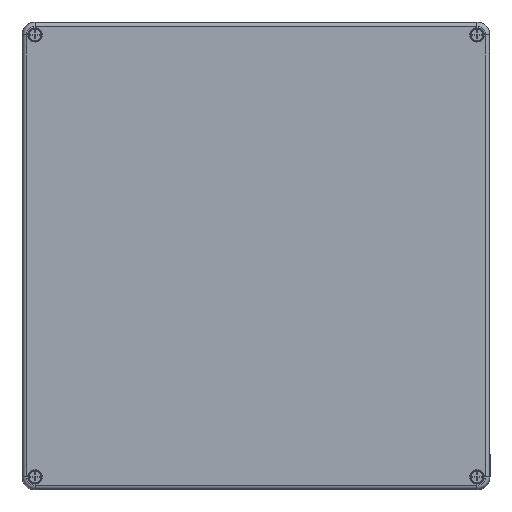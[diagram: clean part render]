
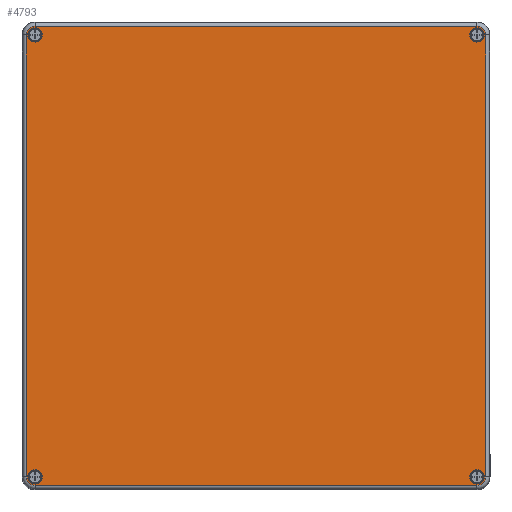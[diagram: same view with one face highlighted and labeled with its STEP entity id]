
A CAD part, top view. The second image highlights one B-rep face of the part: STEP entity #4793.
In plain terms, the highlighted face is planar.
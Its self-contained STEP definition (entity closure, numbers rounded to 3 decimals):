
#176=LINE('',#7416,#532);
#177=LINE('',#7420,#533);
#178=LINE('',#7424,#534);
#179=LINE('',#7428,#535);
#532=VECTOR('',#5796,1000.);
#533=VECTOR('',#5799,1000.);
#534=VECTOR('',#5802,1000.);
#535=VECTOR('',#5805,1000.);
#888=PLANE('',#5156);
#1017=FACE_BOUND('',#1461,.T.);
#1018=FACE_BOUND('',#1462,.T.);
#1019=FACE_BOUND('',#1463,.T.);
#1020=FACE_BOUND('',#1464,.T.);
#1142=FACE_OUTER_BOUND('',#1460,.T.);
#1460=EDGE_LOOP('',(#3362,#3363,#3364,#3365,#3366,#3367,#3368,#3369));
#1461=EDGE_LOOP('',(#3370));
#1462=EDGE_LOOP('',(#3371));
#1463=EDGE_LOOP('',(#3372));
#1464=EDGE_LOOP('',(#3373));
#1902=CIRCLE('',#5157,6.574);
#1903=CIRCLE('',#5158,6.574);
#1904=CIRCLE('',#5159,6.574);
#1905=CIRCLE('',#5160,6.574);
#1906=CIRCLE('',#5161,5.5);
#1907=CIRCLE('',#5162,5.5);
#1908=CIRCLE('',#5163,5.5);
#1909=CIRCLE('',#5164,5.5);
#2208=VERTEX_POINT('',#7414);
#2209=VERTEX_POINT('',#7415);
#2210=VERTEX_POINT('',#7417);
#2211=VERTEX_POINT('',#7419);
#2212=VERTEX_POINT('',#7421);
#2213=VERTEX_POINT('',#7423);
#2214=VERTEX_POINT('',#7425);
#2215=VERTEX_POINT('',#7427);
#2216=VERTEX_POINT('',#7430);
#2217=VERTEX_POINT('',#7432);
#2218=VERTEX_POINT('',#7434);
#2219=VERTEX_POINT('',#7436);
#2684=EDGE_CURVE('',#2208,#2209,#176,.T.);
#2685=EDGE_CURVE('',#2208,#2210,#1902,.T.);
#2686=EDGE_CURVE('',#2211,#2210,#177,.T.);
#2687=EDGE_CURVE('',#2212,#2211,#1903,.T.);
#2688=EDGE_CURVE('',#2212,#2213,#178,.T.);
#2689=EDGE_CURVE('',#2214,#2213,#1904,.T.);
#2690=EDGE_CURVE('',#2214,#2215,#179,.T.);
#2691=EDGE_CURVE('',#2215,#2209,#1905,.T.);
#2692=EDGE_CURVE('',#2216,#2216,#1906,.T.);
#2693=EDGE_CURVE('',#2217,#2217,#1907,.T.);
#2694=EDGE_CURVE('',#2218,#2218,#1908,.T.);
#2695=EDGE_CURVE('',#2219,#2219,#1909,.T.);
#3362=ORIENTED_EDGE('',*,*,#2684,.F.);
#3363=ORIENTED_EDGE('',*,*,#2685,.T.);
#3364=ORIENTED_EDGE('',*,*,#2686,.F.);
#3365=ORIENTED_EDGE('',*,*,#2687,.F.);
#3366=ORIENTED_EDGE('',*,*,#2688,.T.);
#3367=ORIENTED_EDGE('',*,*,#2689,.F.);
#3368=ORIENTED_EDGE('',*,*,#2690,.T.);
#3369=ORIENTED_EDGE('',*,*,#2691,.T.);
#3370=ORIENTED_EDGE('',*,*,#2692,.T.);
#3371=ORIENTED_EDGE('',*,*,#2693,.T.);
#3372=ORIENTED_EDGE('',*,*,#2694,.T.);
#3373=ORIENTED_EDGE('',*,*,#2695,.T.);
#4793=ADVANCED_FACE('',(#1142,#1017,#1018,#1019,#1020),#888,.F.);
#5156=AXIS2_PLACEMENT_3D('',#7413,#5794,#5795);
#5157=AXIS2_PLACEMENT_3D('',#7418,#5797,#5798);
#5158=AXIS2_PLACEMENT_3D('',#7422,#5800,#5801);
#5159=AXIS2_PLACEMENT_3D('',#7426,#5803,#5804);
#5160=AXIS2_PLACEMENT_3D('',#7429,#5806,#5807);
#5161=AXIS2_PLACEMENT_3D('',#7431,#5808,#5809);
#5162=AXIS2_PLACEMENT_3D('',#7433,#5810,#5811);
#5163=AXIS2_PLACEMENT_3D('',#7435,#5812,#5813);
#5164=AXIS2_PLACEMENT_3D('',#7437,#5814,#5815);
#5794=DIRECTION('center_axis',(0.,0.,1.));
#5795=DIRECTION('ref_axis',(1.,0.,0.));
#5796=DIRECTION('',(0.,-1.,0.));
#5797=DIRECTION('center_axis',(0.,0.,-1.));
#5798=DIRECTION('ref_axis',(-1.,0.,0.));
#5799=DIRECTION('',(-1.,0.,0.));
#5800=DIRECTION('center_axis',(0.,0.,1.));
#5801=DIRECTION('ref_axis',(1.,0.,0.));
#5802=DIRECTION('',(0.,-1.,0.));
#5803=DIRECTION('center_axis',(0.,0.,1.));
#5804=DIRECTION('ref_axis',(1.,0.,0.));
#5805=DIRECTION('',(-1.,0.,0.));
#5806=DIRECTION('center_axis',(0.,0.,-1.));
#5807=DIRECTION('ref_axis',(-1.,0.,0.));
#5808=DIRECTION('center_axis',(0.,0.,1.));
#5809=DIRECTION('ref_axis',(1.,0.,0.));
#5810=DIRECTION('center_axis',(0.,0.,1.));
#5811=DIRECTION('ref_axis',(1.,0.,0.));
#5812=DIRECTION('center_axis',(0.,0.,1.));
#5813=DIRECTION('ref_axis',(1.,0.,0.));
#5814=DIRECTION('center_axis',(0.,0.,1.));
#5815=DIRECTION('ref_axis',(1.,0.,0.));
#7413=CARTESIAN_POINT('Origin',(176.574,170.,0.));
#7414=CARTESIAN_POINT('',(-176.574,170.,0.));
#7415=CARTESIAN_POINT('',(-176.574,-170.,0.));
#7416=CARTESIAN_POINT('',(-176.574,170.,0.));
#7417=CARTESIAN_POINT('',(-170.,176.574,0.));
#7418=CARTESIAN_POINT('Origin',(-170.,170.,0.));
#7419=CARTESIAN_POINT('',(170.,176.574,0.));
#7420=CARTESIAN_POINT('',(170.,176.574,0.));
#7421=CARTESIAN_POINT('',(176.574,170.,0.));
#7422=CARTESIAN_POINT('Origin',(170.,170.,0.));
#7423=CARTESIAN_POINT('',(176.574,-170.,0.));
#7424=CARTESIAN_POINT('',(176.574,170.,0.));
#7425=CARTESIAN_POINT('',(170.,-176.574,0.));
#7426=CARTESIAN_POINT('Origin',(170.,-170.,0.));
#7427=CARTESIAN_POINT('',(-170.,-176.574,0.));
#7428=CARTESIAN_POINT('',(170.,-176.574,0.));
#7429=CARTESIAN_POINT('Origin',(-170.,-170.,0.));
#7430=CARTESIAN_POINT('',(175.5,170.,0.));
#7431=CARTESIAN_POINT('Origin',(170.,170.,0.));
#7432=CARTESIAN_POINT('',(-164.5,170.,0.));
#7433=CARTESIAN_POINT('Origin',(-170.,170.,0.));
#7434=CARTESIAN_POINT('',(-164.5,-170.,0.));
#7435=CARTESIAN_POINT('Origin',(-170.,-170.,0.));
#7436=CARTESIAN_POINT('',(175.5,-170.,0.));
#7437=CARTESIAN_POINT('Origin',(170.,-170.,0.));
